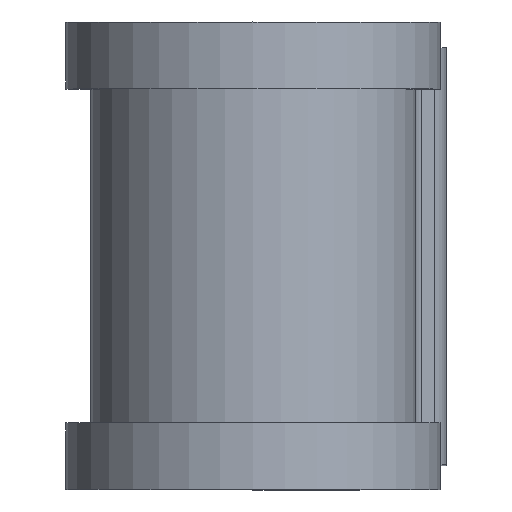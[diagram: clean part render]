
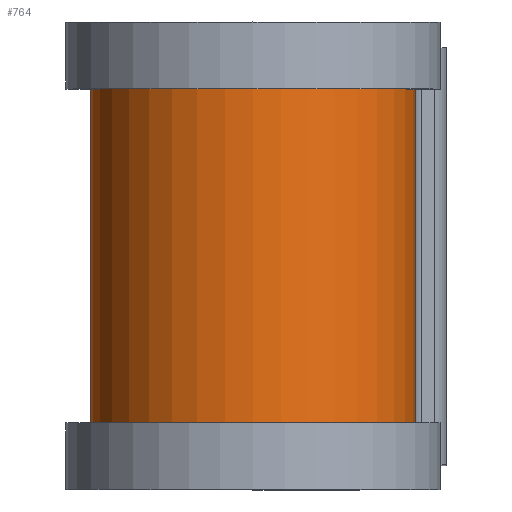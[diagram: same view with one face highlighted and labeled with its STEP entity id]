
A CAD part, top view. The second image highlights one B-rep face of the part: STEP entity #764.
In plain terms, the highlighted cylindrical face has radius 9.881 mm (diameter 19.761 mm), a partial arc.
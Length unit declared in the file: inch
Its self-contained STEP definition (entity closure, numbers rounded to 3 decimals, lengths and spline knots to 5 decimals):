
#22 = CARTESIAN_POINT ( 'NONE',  ( 0., 0.5, 0. ) ) ;
#39 = DIRECTION ( 'NONE',  ( 0., 0., -1. ) ) ;
#56 = EDGE_CURVE ( 'NONE', #1624, #747, #364, .T. ) ;
#65 = DIRECTION ( 'NONE',  ( 0., -1., 0. ) ) ;
#91 = CARTESIAN_POINT ( 'NONE',  ( 0., 0.5, -0.389 ) ) ;
#129 = CARTESIAN_POINT ( 'NONE',  ( 0., -0.4, -0.389 ) ) ;
#148 = AXIS2_PLACEMENT_3D ( 'NONE', #22, #149, #39 ) ;
#149 = DIRECTION ( 'NONE',  ( 0., -1., 0. ) ) ;
#178 = LINE ( 'NONE', #719, #1457 ) ;
#180 = CIRCLE ( 'NONE', #1406, 0.389 ) ;
#248 = VERTEX_POINT ( 'NONE', #1384 ) ;
#353 = EDGE_CURVE ( 'NONE', #248, #1570, #178, .T. ) ;
#361 = VECTOR ( 'NONE', #1749, 39.37008 ) ;
#364 = LINE ( 'NONE', #91, #361 ) ;
#667 = ORIENTED_EDGE ( 'NONE', *, *, #56, .T. ) ;
#715 = EDGE_CURVE ( 'NONE', #248, #1624, #1120, .T. ) ;
#719 = CARTESIAN_POINT ( 'NONE',  ( 0.389, 0.5, 0. ) ) ;
#747 = VERTEX_POINT ( 'NONE', #129 ) ;
#749 = CARTESIAN_POINT ( 'NONE',  ( 0.389, -0.4, 0. ) ) ;
#761 = CARTESIAN_POINT ( 'NONE',  ( 0., 0.4, -0.389 ) ) ;
#764 = ADVANCED_FACE ( 'NONE', ( #1082 ), #1067, .T. ) ;
#786 = DIRECTION ( 'NONE',  ( 0., -1., 0. ) ) ;
#787 = ORIENTED_EDGE ( 'NONE', *, *, #715, .T. ) ;
#843 = DIRECTION ( 'NONE',  ( 0., 0., -1. ) ) ;
#981 = AXIS2_PLACEMENT_3D ( 'NONE', #1612, #1741, #843 ) ;
#1029 = ORIENTED_EDGE ( 'NONE', *, *, #353, .F. ) ;
#1067 = CYLINDRICAL_SURFACE ( 'NONE', #148, 0.389 ) ;
#1082 = FACE_OUTER_BOUND ( 'NONE', #1248, .T. ) ;
#1120 = CIRCLE ( 'NONE', #981, 0.389 ) ;
#1248 = EDGE_LOOP ( 'NONE', ( #1029, #787, #667, #1566 ) ) ;
#1293 = EDGE_CURVE ( 'NONE', #1570, #747, #180, .T. ) ;
#1384 = CARTESIAN_POINT ( 'NONE',  ( 0.389, 0.4, 0. ) ) ;
#1406 = AXIS2_PLACEMENT_3D ( 'NONE', #1599, #786, #1744 ) ;
#1457 = VECTOR ( 'NONE', #65, 39.37008 ) ;
#1566 = ORIENTED_EDGE ( 'NONE', *, *, #1293, .F. ) ;
#1570 = VERTEX_POINT ( 'NONE', #749 ) ;
#1599 = CARTESIAN_POINT ( 'NONE',  ( 0., -0.4, 0. ) ) ;
#1612 = CARTESIAN_POINT ( 'NONE',  ( 0., 0.4, 0. ) ) ;
#1624 = VERTEX_POINT ( 'NONE', #761 ) ;
#1741 = DIRECTION ( 'NONE',  ( 0., -1., 0. ) ) ;
#1744 = DIRECTION ( 'NONE',  ( 0., 0., -1. ) ) ;
#1749 = DIRECTION ( 'NONE',  ( 0., -1., 0. ) ) ;
